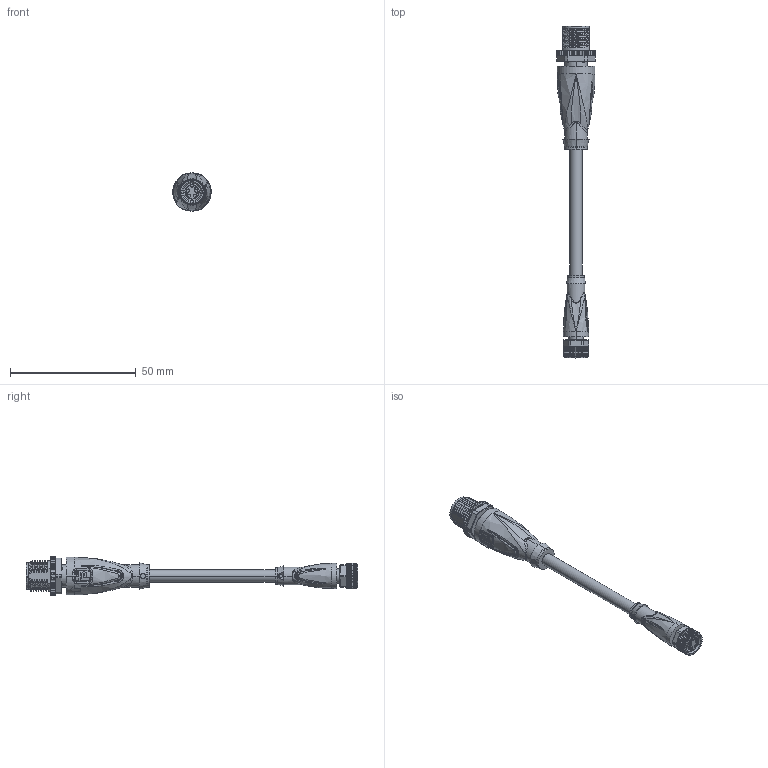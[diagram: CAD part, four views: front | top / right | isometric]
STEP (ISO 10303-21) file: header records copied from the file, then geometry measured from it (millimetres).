
FILE_DESCRIPTION(('STEP AP214'),'1');
FILE_NAME('cctmp_1E234296-5FC8-4A1B-94EC-38E3B018C940_2022_04_27_10_46_17_0632..stp','2022-04-27T08:46:27',('KiM GmbH'),('CADClick - www.CADClick.com'),'Spatial InterOp 3D postprocessed',' ','unknown authorization');
FILE_SCHEMA(('AUTOMOTIVE_DESIGN'));
Length unit declared in the file: millimetre
Products named in the file (9): Connection2; Connection2_2; Connection2_1; T197837_1; Cable; Connection1; Connection1_2; Connection1_1; T197837
Assembly tree (8 placements, depth 4):
  T197837
    T197837_1
      Connection2
        Connection2_2
        Connection2_1
      Cable
      Connection1
        Connection1_2
        Connection1_1
Bounding box: 15.4 x 132.1 x 15.37 mm (x, y, z)
Volume: 8341.9 mm3; surface area: 6956.6 mm2
Topology: 8 solids, 10 shells, 2022 faces, 5327 edges, 3366 vertices
Faces by surface type: plane 931, cylinder 365, torus 293, bspline 265, cone 144, extrusion 16, sphere 8
Entity records: 131509 total; most frequent: CARTESIAN_POINT 73040, ORIENTED_EDGE 10608, DIRECTION 9215, EDGE_CURVE 5308, VERTEX_POINT 3366, AXIS2_PLACEMENT_3D 3267, STYLED_ITEM 3107, PRESENTATION_STYLE_ASSIGNMENT 3107
